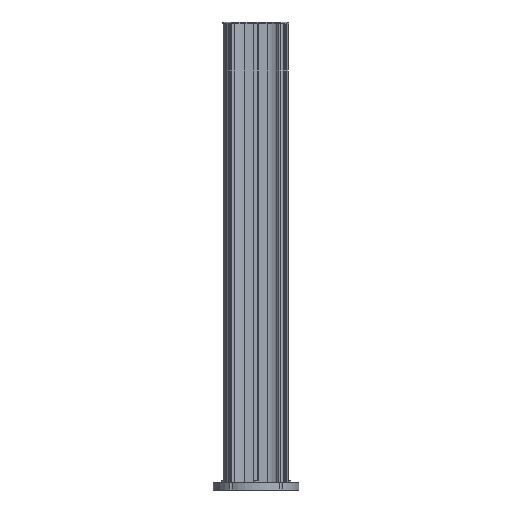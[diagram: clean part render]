
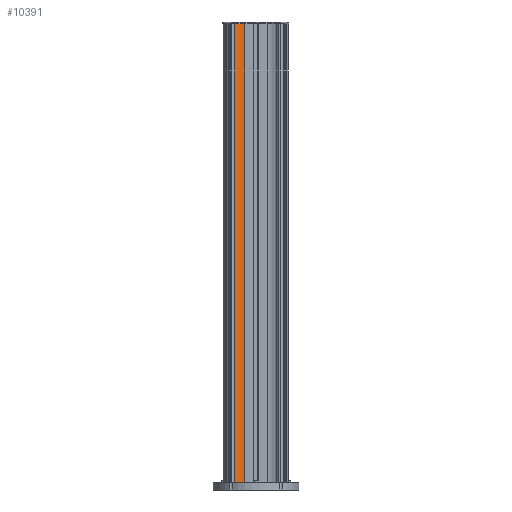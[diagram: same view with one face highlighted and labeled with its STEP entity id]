
A CAD part, front view. The second image highlights one B-rep face of the part: STEP entity #10391.
In plain terms, the highlighted cylindrical face has radius 34 mm (diameter 68 mm), a partial arc.
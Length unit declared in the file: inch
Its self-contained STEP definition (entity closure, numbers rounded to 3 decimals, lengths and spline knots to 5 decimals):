
#441 = ORIENTED_EDGE ( 'NONE', *, *, #16860, .T. ) ;
#604 = FACE_OUTER_BOUND ( 'NONE', #803, .T. ) ;
#803 = EDGE_LOOP ( 'NONE', ( #2093, #1736, #441, #5346 ) ) ;
#1417 = VERTEX_POINT ( 'NONE', #2166 ) ;
#1736 = ORIENTED_EDGE ( 'NONE', *, *, #16877, .F. ) ;
#2093 = ORIENTED_EDGE ( 'NONE', *, *, #5018, .T. ) ;
#2110 = DIRECTION ( 'NONE',  ( -1., 0., 0. ) ) ;
#2166 = CARTESIAN_POINT ( 'NONE',  ( -0.94966, 0.46045, 38.58268 ) ) ;
#2911 = CARTESIAN_POINT ( 'NONE',  ( -1.75504, 0.19106, 0.59055 ) ) ;
#3220 = DIRECTION ( 'NONE',  ( 0., 0., 1. ) ) ;
#4099 = CIRCLE ( 'NONE', #14337, 1.33858 ) ;
#4517 = DIRECTION ( 'NONE',  ( 0., 0., -1. ) ) ;
#4578 = CARTESIAN_POINT ( 'NONE',  ( -1.75504, 0.19106, -55.90551 ) ) ;
#4679 = LINE ( 'NONE', #4578, #15918 ) ;
#5018 = EDGE_CURVE ( 'NONE', #6179, #13192, #17842, .T. ) ;
#5346 = ORIENTED_EDGE ( 'NONE', *, *, #6361, .F. ) ;
#6179 = VERTEX_POINT ( 'NONE', #2911 ) ;
#6361 = EDGE_CURVE ( 'NONE', #6179, #15339, #4679, .T. ) ;
#7643 = DIRECTION ( 'NONE',  ( 0., 0., -1. ) ) ;
#8083 = CARTESIAN_POINT ( 'NONE',  ( -0.94966, 0.46045, 0.59055 ) ) ;
#8782 = DIRECTION ( 'NONE',  ( 0., 0., -1. ) ) ;
#10391 = ADVANCED_FACE ( 'NONE', ( #604 ), #11846, .F. ) ;
#11564 = CARTESIAN_POINT ( 'NONE',  ( -0.94966, -0.87814, 0.59055 ) ) ;
#11777 = CARTESIAN_POINT ( 'NONE',  ( -0.94966, -0.87814, 0.59055 ) ) ;
#11846 = CYLINDRICAL_SURFACE ( 'NONE', #17153, 1.33858 ) ;
#12935 = DIRECTION ( 'NONE',  ( -1., 0., 0. ) ) ;
#13162 = DIRECTION ( 'NONE',  ( -1., 0., 0. ) ) ;
#13192 = VERTEX_POINT ( 'NONE', #8083 ) ;
#13204 = CARTESIAN_POINT ( 'NONE',  ( -0.94966, 0.46045, -55.90551 ) ) ;
#14337 = AXIS2_PLACEMENT_3D ( 'NONE', #15782, #3220, #2110 ) ;
#14477 = LINE ( 'NONE', #13204, #17040 ) ;
#15171 = AXIS2_PLACEMENT_3D ( 'NONE', #11777, #8782, #13162 ) ;
#15339 = VERTEX_POINT ( 'NONE', #16534 ) ;
#15782 = CARTESIAN_POINT ( 'NONE',  ( -0.94966, -0.87814, 38.58268 ) ) ;
#15918 = VECTOR ( 'NONE', #17239, 39.37008 ) ;
#16534 = CARTESIAN_POINT ( 'NONE',  ( -1.75504, 0.19106, 38.58268 ) ) ;
#16860 = EDGE_CURVE ( 'NONE', #1417, #15339, #4099, .T. ) ;
#16877 = EDGE_CURVE ( 'NONE', #1417, #13192, #14477, .T. ) ;
#17040 = VECTOR ( 'NONE', #7643, 39.37008 ) ;
#17153 = AXIS2_PLACEMENT_3D ( 'NONE', #11564, #4517, #12935 ) ;
#17239 = DIRECTION ( 'NONE',  ( 0., 0., 1. ) ) ;
#17842 = CIRCLE ( 'NONE', #15171, 1.33858 ) ;
